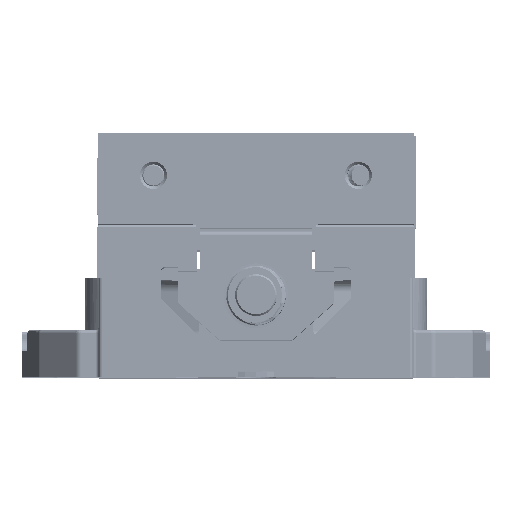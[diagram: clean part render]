
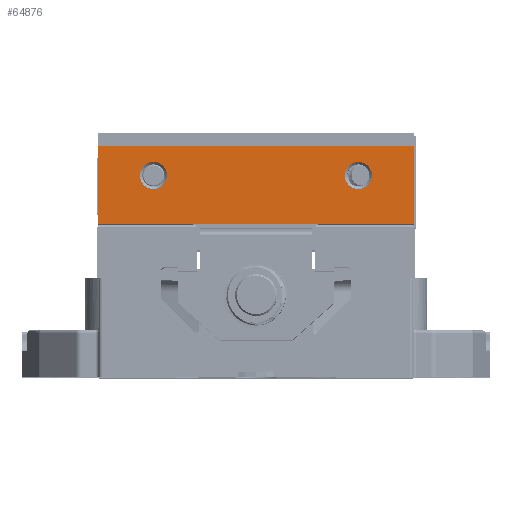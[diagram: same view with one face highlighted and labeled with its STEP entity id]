
A CAD part, top view. The second image highlights one B-rep face of the part: STEP entity #64876.
In plain terms, the highlighted face is planar.
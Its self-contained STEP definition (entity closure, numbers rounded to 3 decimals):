
#2029=FACE_BOUND('',#11774,.T.);
#2030=FACE_BOUND('',#11775,.T.);
#5305=PLANE('',#69702);
#8016=FACE_OUTER_BOUND('',#11773,.T.);
#11773=EDGE_LOOP('',(#46878,#46879,#46880,#46881,#46882,#46883,#46884,#46885));
#11774=EDGE_LOOP('',(#46886,#46887));
#11775=EDGE_LOOP('',(#46888,#46889));
#16045=LINE('',#90638,#21498);
#16059=LINE('',#90668,#21512);
#16085=LINE('',#90716,#21538);
#16099=LINE('',#90744,#21552);
#16100=LINE('',#90746,#21553);
#16101=LINE('',#90748,#21554);
#16102=LINE('',#90750,#21555);
#16103=LINE('',#90751,#21556);
#21498=VECTOR('',#75876,10.);
#21512=VECTOR('',#75896,10.);
#21538=VECTOR('',#75936,10.);
#21552=VECTOR('',#75964,10.);
#21553=VECTOR('',#75965,10.);
#21554=VECTOR('',#75966,10.);
#21555=VECTOR('',#75967,10.);
#21556=VECTOR('',#75968,10.);
#26521=CIRCLE('',#69664,6.51);
#26522=CIRCLE('',#69665,6.51);
#26525=CIRCLE('',#69669,6.51);
#26526=CIRCLE('',#69670,6.51);
#28187=VERTEX_POINT('',#90588);
#28188=VERTEX_POINT('',#90589);
#28191=VERTEX_POINT('',#90598);
#28192=VERTEX_POINT('',#90599);
#28205=VERTEX_POINT('',#90635);
#28206=VERTEX_POINT('',#90637);
#28218=VERTEX_POINT('',#90665);
#28219=VERTEX_POINT('',#90667);
#28241=VERTEX_POINT('',#90743);
#28242=VERTEX_POINT('',#90745);
#28243=VERTEX_POINT('',#90747);
#28244=VERTEX_POINT('',#90749);
#35265=EDGE_CURVE('',#28187,#28188,#26521,.T.);
#35266=EDGE_CURVE('',#28188,#28187,#26522,.T.);
#35270=EDGE_CURVE('',#28191,#28192,#26525,.T.);
#35271=EDGE_CURVE('',#28192,#28191,#26526,.T.);
#35289=EDGE_CURVE('',#28206,#28205,#16045,.T.);
#35303=EDGE_CURVE('',#28219,#28218,#16059,.T.);
#35329=EDGE_CURVE('',#28205,#28219,#16085,.T.);
#35343=EDGE_CURVE('',#28241,#28218,#16099,.T.);
#35344=EDGE_CURVE('',#28242,#28241,#16100,.T.);
#35345=EDGE_CURVE('',#28243,#28242,#16101,.T.);
#35346=EDGE_CURVE('',#28244,#28243,#16102,.T.);
#35347=EDGE_CURVE('',#28206,#28244,#16103,.T.);
#46878=ORIENTED_EDGE('',*,*,#35289,.T.);
#46879=ORIENTED_EDGE('',*,*,#35329,.T.);
#46880=ORIENTED_EDGE('',*,*,#35303,.T.);
#46881=ORIENTED_EDGE('',*,*,#35343,.F.);
#46882=ORIENTED_EDGE('',*,*,#35344,.F.);
#46883=ORIENTED_EDGE('',*,*,#35345,.F.);
#46884=ORIENTED_EDGE('',*,*,#35346,.F.);
#46885=ORIENTED_EDGE('',*,*,#35347,.F.);
#46886=ORIENTED_EDGE('',*,*,#35265,.T.);
#46887=ORIENTED_EDGE('',*,*,#35266,.T.);
#46888=ORIENTED_EDGE('',*,*,#35270,.T.);
#46889=ORIENTED_EDGE('',*,*,#35271,.T.);
#64876=ADVANCED_FACE('',(#8016,#2029,#2030),#5305,.F.);
#69664=AXIS2_PLACEMENT_3D('',#90590,#75824,#75825);
#69665=AXIS2_PLACEMENT_3D('',#90591,#75826,#75827);
#69669=AXIS2_PLACEMENT_3D('',#90600,#75835,#75836);
#69670=AXIS2_PLACEMENT_3D('',#90601,#75837,#75838);
#69702=AXIS2_PLACEMENT_3D('',#90742,#75962,#75963);
#75824=DIRECTION('center_axis',(0.,0.,1.));
#75825=DIRECTION('ref_axis',(1.,0.,0.));
#75826=DIRECTION('center_axis',(0.,0.,1.));
#75827=DIRECTION('ref_axis',(1.,0.,0.));
#75835=DIRECTION('center_axis',(0.,0.,1.));
#75836=DIRECTION('ref_axis',(1.,0.,0.));
#75837=DIRECTION('center_axis',(0.,0.,1.));
#75838=DIRECTION('ref_axis',(1.,0.,0.));
#75876=DIRECTION('',(0.,1.,0.));
#75896=DIRECTION('',(0.,-1.,0.));
#75936=DIRECTION('',(-1.,0.,0.));
#75962=DIRECTION('center_axis',(0.,0.,1.));
#75963=DIRECTION('ref_axis',(1.,0.,0.));
#75964=DIRECTION('',(1.,0.,0.));
#75965=DIRECTION('',(0.,-1.,0.));
#75966=DIRECTION('',(-1.,0.,0.));
#75967=DIRECTION('',(0.,1.,0.));
#75968=DIRECTION('',(1.,0.,0.));
#90588=CARTESIAN_POINT('',(-42.7,8.3,0.));
#90589=CARTESIAN_POINT('',(-55.72,8.3,0.));
#90590=CARTESIAN_POINT('Origin',(-49.21,8.3,0.));
#90591=CARTESIAN_POINT('Origin',(-49.21,8.3,0.));
#90598=CARTESIAN_POINT('',(55.72,8.3,0.));
#90599=CARTESIAN_POINT('',(42.7,8.3,0.));
#90600=CARTESIAN_POINT('Origin',(49.21,8.3,0.));
#90601=CARTESIAN_POINT('Origin',(49.21,8.3,0.));
#90635=CARTESIAN_POINT('',(30.,-15.,0.));
#90637=CARTESIAN_POINT('',(30.,-15.25,0.));
#90638=CARTESIAN_POINT('',(30.,-11.25,0.));
#90665=CARTESIAN_POINT('',(-30.,-15.25,0.));
#90667=CARTESIAN_POINT('',(-30.,-15.,0.));
#90668=CARTESIAN_POINT('',(-30.,-7.5,0.));
#90716=CARTESIAN_POINT('',(15.,-15.,0.));
#90742=CARTESIAN_POINT('Origin',(0.,0.,
0.));
#90743=CARTESIAN_POINT('',(-75.75,-15.25,0.));
#90744=CARTESIAN_POINT('',(-38.,-15.25,0.));
#90745=CARTESIAN_POINT('',(-75.75,22.25,0.));
#90746=CARTESIAN_POINT('',(-75.75,-11.25,0.));
#90747=CARTESIAN_POINT('',(75.75,22.25,0.));
#90748=CARTESIAN_POINT('',(-38.,22.25,0.));
#90749=CARTESIAN_POINT('',(75.75,-15.25,0.));
#90750=CARTESIAN_POINT('',(75.75,11.25,0.));
#90751=CARTESIAN_POINT('',(-38.,-15.25,0.));
